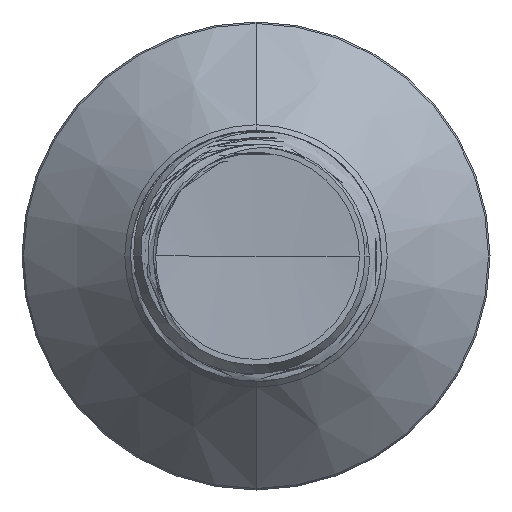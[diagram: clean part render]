
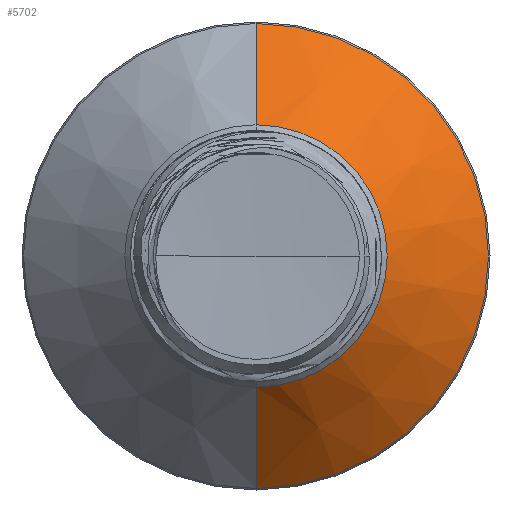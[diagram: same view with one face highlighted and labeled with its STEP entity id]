
A CAD part, front view. The second image highlights one B-rep face of the part: STEP entity #5702.
In plain terms, the highlighted conical face has half-angle 45 degrees and reference radius 1.571 mm.
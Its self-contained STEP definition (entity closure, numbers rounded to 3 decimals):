
#885 = CIRCLE ( 'NONE', #16201, 2.782 ) ;
#1935 = DIRECTION ( 'NONE',  ( 0., 0., 1. ) ) ;
#2679 = ORIENTED_EDGE ( 'NONE', *, *, #2710, .T. ) ;
#2710 = EDGE_CURVE ( 'NONE', #27825, #4796, #15480, .T. ) ;
#4210 = CARTESIAN_POINT ( 'NONE',  ( 0., 5.409, 0. ) ) ;
#4375 = CARTESIAN_POINT ( 'NONE',  ( 0., 5.409, 1.571 ) ) ;
#4796 = VERTEX_POINT ( 'NONE', #24652 ) ;
#5702 = ADVANCED_FACE ( 'NONE', ( #8731 ), #8044, .T. ) ;
#5871 = DIRECTION ( 'NONE',  ( 0., 1., 0. ) ) ;
#7196 = LINE ( 'NONE', #8869, #12308 ) ;
#8044 = CONICAL_SURFACE ( 'NONE', #11497, 1.571, 0.785 ) ;
#8298 = DIRECTION ( 'NONE',  ( 0., 1., 0. ) ) ;
#8731 = FACE_OUTER_BOUND ( 'NONE', #28226, .T. ) ;
#8869 = CARTESIAN_POINT ( 'NONE',  ( 0., 5.409, 1.571 ) ) ;
#9958 = DIRECTION ( 'NONE',  ( 0., 0.707, -0.707 ) ) ;
#11497 = AXIS2_PLACEMENT_3D ( 'NONE', #4210, #28123, #1935 ) ;
#12308 = VECTOR ( 'NONE', #13243, 1000. ) ;
#12813 = ORIENTED_EDGE ( 'NONE', *, *, #19084, .T. ) ;
#13243 = DIRECTION ( 'NONE',  ( 0., 0.707, 0.707 ) ) ;
#13363 = LINE ( 'NONE', #25095, #19116 ) ;
#14970 = VERTEX_POINT ( 'NONE', #20344 ) ;
#15480 = CIRCLE ( 'NONE', #17095, 1.571 ) ;
#16201 = AXIS2_PLACEMENT_3D ( 'NONE', #18929, #5871, #21117 ) ;
#17095 = AXIS2_PLACEMENT_3D ( 'NONE', #21291, #8298, #23467 ) ;
#18929 = CARTESIAN_POINT ( 'NONE',  ( 0., 6.62, 0. ) ) ;
#19084 = EDGE_CURVE ( 'NONE', #4796, #21472, #13363, .T. ) ;
#19116 = VECTOR ( 'NONE', #9958, 1000. ) ;
#19264 = EDGE_CURVE ( 'NONE', #14970, #21472, #885, .T. ) ;
#20344 = CARTESIAN_POINT ( 'NONE',  ( 0., 6.62, 2.782 ) ) ;
#20757 = EDGE_CURVE ( 'NONE', #27825, #14970, #7196, .T. ) ;
#21117 = DIRECTION ( 'NONE',  ( 0., 0., 1. ) ) ;
#21291 = CARTESIAN_POINT ( 'NONE',  ( 0., 5.409, 0. ) ) ;
#21472 = VERTEX_POINT ( 'NONE', #22875 ) ;
#22875 = CARTESIAN_POINT ( 'NONE',  ( 0., 6.62, -2.782 ) ) ;
#23358 = ORIENTED_EDGE ( 'NONE', *, *, #20757, .F. ) ;
#23467 = DIRECTION ( 'NONE',  ( 0., 0., 1. ) ) ;
#24652 = CARTESIAN_POINT ( 'NONE',  ( 0., 5.409, -1.571 ) ) ;
#25095 = CARTESIAN_POINT ( 'NONE',  ( 0., 5.409, -1.571 ) ) ;
#27421 = ORIENTED_EDGE ( 'NONE', *, *, #19264, .F. ) ;
#27825 = VERTEX_POINT ( 'NONE', #4375 ) ;
#28123 = DIRECTION ( 'NONE',  ( 0., 1., 0. ) ) ;
#28226 = EDGE_LOOP ( 'NONE', ( #2679, #12813, #27421, #23358 ) ) ;
